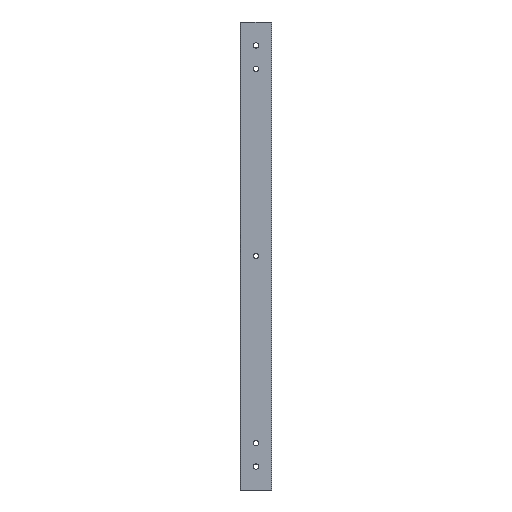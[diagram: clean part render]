
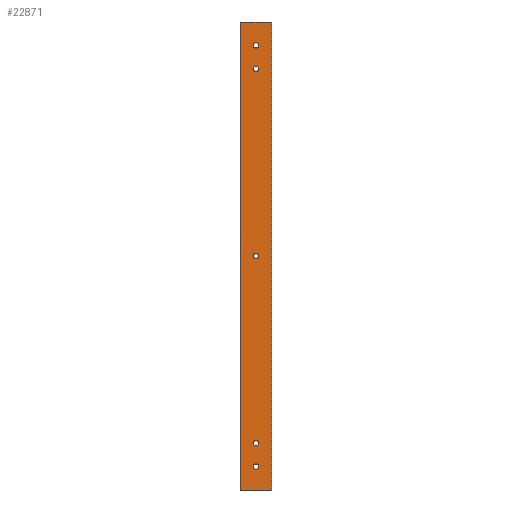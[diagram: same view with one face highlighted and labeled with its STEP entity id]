
A CAD part, front view. The second image highlights one B-rep face of the part: STEP entity #22871.
In plain terms, the highlighted planar face has unit normal (0, -1, 0).
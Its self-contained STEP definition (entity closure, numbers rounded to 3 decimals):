
#522 = CARTESIAN_POINT ( 'NONE',  ( 0., 0., 300. ) ) ;
#752 = VERTEX_POINT ( 'NONE', #26351 ) ;
#779 = CARTESIAN_POINT ( 'NONE',  ( 10., 0., 150. ) ) ;
#925 = AXIS2_PLACEMENT_3D ( 'NONE', #17213, #8689, #8507 ) ;
#1081 = CARTESIAN_POINT ( 'NONE',  ( 10., 0., 15. ) ) ;
#1299 = EDGE_CURVE ( 'NONE', #24430, #16138, #5152, .T. ) ;
#1575 = VECTOR ( 'NONE', #8074, 1000. ) ;
#1596 = CARTESIAN_POINT ( 'NONE',  ( 0.25, 0., 300. ) ) ;
#1655 = EDGE_LOOP ( 'NONE', ( #21673, #2905, #20337, #23606 ) ) ;
#1670 = EDGE_CURVE ( 'NONE', #22251, #19722, #21857, .T. ) ;
#1781 = CARTESIAN_POINT ( 'NONE',  ( 19.75, 0., 300. ) ) ;
#1962 = ORIENTED_EDGE ( 'NONE', *, *, #1299, .F. ) ;
#2078 = LINE ( 'NONE', #15270, #15190 ) ;
#2741 = FACE_BOUND ( 'NONE', #23724, .T. ) ;
#2905 = ORIENTED_EDGE ( 'NONE', *, *, #22755, .T. ) ;
#3055 = ORIENTED_EDGE ( 'NONE', *, *, #14409, .F. ) ;
#3056 = DIRECTION ( 'NONE',  ( 0., 0., 1. ) ) ;
#4189 = CARTESIAN_POINT ( 'NONE',  ( 10., 0., 148.25 ) ) ;
#4259 = EDGE_CURVE ( 'NONE', #9319, #752, #20265, .T. ) ;
#5010 = FACE_BOUND ( 'NONE', #21166, .T. ) ;
#5034 = AXIS2_PLACEMENT_3D ( 'NONE', #6438, #14625, #12508 ) ;
#5152 = CIRCLE ( 'NONE', #14966, 1.75 ) ;
#5226 = VECTOR ( 'NONE', #8840, 1000. ) ;
#5445 = PLANE ( 'NONE',  #23485 ) ;
#5958 = AXIS2_PLACEMENT_3D ( 'NONE', #23752, #25480, #19277 ) ;
#5969 = DIRECTION ( 'NONE',  ( 0., 0., 1. ) ) ;
#6438 = CARTESIAN_POINT ( 'NONE',  ( 10., 0., 270. ) ) ;
#6717 = CARTESIAN_POINT ( 'NONE',  ( 10., 0., 28.25 ) ) ;
#6751 = VERTEX_POINT ( 'NONE', #1781 ) ;
#7245 = ORIENTED_EDGE ( 'NONE', *, *, #10044, .F. ) ;
#7591 = ORIENTED_EDGE ( 'NONE', *, *, #1670, .F. ) ;
#7899 = DIRECTION ( 'NONE',  ( 0., -1., 0. ) ) ;
#8074 = DIRECTION ( 'NONE',  ( 1., 0., 0. ) ) ;
#8150 = EDGE_CURVE ( 'NONE', #16752, #9298, #23491, .T. ) ;
#8239 = AXIS2_PLACEMENT_3D ( 'NONE', #19747, #25869, #11336 ) ;
#8248 = DIRECTION ( 'NONE',  ( 0., -1., 0. ) ) ;
#8330 = AXIS2_PLACEMENT_3D ( 'NONE', #18685, #7899, #5969 ) ;
#8507 = DIRECTION ( 'NONE',  ( 0., 0., 1. ) ) ;
#8621 = CARTESIAN_POINT ( 'NONE',  ( 10., 0., 16.75 ) ) ;
#8689 = DIRECTION ( 'NONE',  ( 0., -1., 0. ) ) ;
#8840 = DIRECTION ( 'NONE',  ( 1., 0., 0. ) ) ;
#8927 = CIRCLE ( 'NONE', #8239, 1.75 ) ;
#9000 = ORIENTED_EDGE ( 'NONE', *, *, #23829, .F. ) ;
#9298 = VERTEX_POINT ( 'NONE', #14867 ) ;
#9319 = VERTEX_POINT ( 'NONE', #8621 ) ;
#9344 = CARTESIAN_POINT ( 'NONE',  ( 10., 0., 286.75 ) ) ;
#9461 = CARTESIAN_POINT ( 'NONE',  ( 0.25, 0., 0. ) ) ;
#9831 = CIRCLE ( 'NONE', #5034, 1.75 ) ;
#10044 = EDGE_CURVE ( 'NONE', #11997, #18679, #14133, .T. ) ;
#11336 = DIRECTION ( 'NONE',  ( 0., 0., 1. ) ) ;
#11594 = CARTESIAN_POINT ( 'NONE',  ( 0., 0., 300. ) ) ;
#11686 = DIRECTION ( 'NONE',  ( 0., 0., -1. ) ) ;
#11707 = AXIS2_PLACEMENT_3D ( 'NONE', #17805, #16067, #20179 ) ;
#11997 = VERTEX_POINT ( 'NONE', #23326 ) ;
#12075 = CARTESIAN_POINT ( 'NONE',  ( 10., 0., 271.75 ) ) ;
#12114 = AXIS2_PLACEMENT_3D ( 'NONE', #17721, #15361, #21832 ) ;
#12508 = DIRECTION ( 'NONE',  ( 0., 0., 1. ) ) ;
#12518 = VERTEX_POINT ( 'NONE', #1596 ) ;
#12786 = CIRCLE ( 'NONE', #11707, 1.75 ) ;
#13230 = VECTOR ( 'NONE', #11686, 1000. ) ;
#14133 = CIRCLE ( 'NONE', #8330, 1.75 ) ;
#14409 = EDGE_CURVE ( 'NONE', #18135, #22827, #9831, .T. ) ;
#14486 = EDGE_LOOP ( 'NONE', ( #27039, #7245 ) ) ;
#14529 = EDGE_LOOP ( 'NONE', ( #1962, #25914 ) ) ;
#14625 = DIRECTION ( 'NONE',  ( 0., -1., 0. ) ) ;
#14711 = EDGE_CURVE ( 'NONE', #16138, #24430, #12786, .T. ) ;
#14867 = CARTESIAN_POINT ( 'NONE',  ( 19.75, 0., 0. ) ) ;
#14966 = AXIS2_PLACEMENT_3D ( 'NONE', #779, #15429, #3056 ) ;
#15162 = AXIS2_PLACEMENT_3D ( 'NONE', #1081, #15819, #19924 ) ;
#15190 = VECTOR ( 'NONE', #23755, 1000. ) ;
#15270 = CARTESIAN_POINT ( 'NONE',  ( 19.75, 0., 300. ) ) ;
#15356 = EDGE_CURVE ( 'NONE', #12518, #6751, #16383, .T. ) ;
#15361 = DIRECTION ( 'NONE',  ( 0., -1., 0. ) ) ;
#15429 = DIRECTION ( 'NONE',  ( 0., -1., 0. ) ) ;
#15698 = EDGE_CURVE ( 'NONE', #22827, #18135, #24870, .T. ) ;
#15809 = CARTESIAN_POINT ( 'NONE',  ( 10., 0., 268.25 ) ) ;
#15819 = DIRECTION ( 'NONE',  ( 0., -1., 0. ) ) ;
#16067 = DIRECTION ( 'NONE',  ( 0., -1., 0. ) ) ;
#16138 = VERTEX_POINT ( 'NONE', #4189 ) ;
#16158 = FACE_BOUND ( 'NONE', #14486, .T. ) ;
#16383 = LINE ( 'NONE', #522, #5226 ) ;
#16752 = VERTEX_POINT ( 'NONE', #9461 ) ;
#17213 = CARTESIAN_POINT ( 'NONE',  ( 10., 0., 30. ) ) ;
#17472 = FACE_BOUND ( 'NONE', #14529, .T. ) ;
#17721 = CARTESIAN_POINT ( 'NONE',  ( 10., 0., 15. ) ) ;
#17805 = CARTESIAN_POINT ( 'NONE',  ( 10., 0., 150. ) ) ;
#18024 = CARTESIAN_POINT ( 'NONE',  ( 10., 0., 31.75 ) ) ;
#18130 = CIRCLE ( 'NONE', #12114, 1.75 ) ;
#18135 = VERTEX_POINT ( 'NONE', #12075 ) ;
#18250 = CARTESIAN_POINT ( 'NONE',  ( 0., 0., 0. ) ) ;
#18679 = VERTEX_POINT ( 'NONE', #9344 ) ;
#18685 = CARTESIAN_POINT ( 'NONE',  ( 10., 0., 285. ) ) ;
#18763 = FACE_BOUND ( 'NONE', #19286, .T. ) ;
#19277 = DIRECTION ( 'NONE',  ( 0., 0., 1. ) ) ;
#19286 = EDGE_LOOP ( 'NONE', ( #3055, #20725 ) ) ;
#19593 = AXIS2_PLACEMENT_3D ( 'NONE', #26536, #8248, #24525 ) ;
#19722 = VERTEX_POINT ( 'NONE', #18024 ) ;
#19747 = CARTESIAN_POINT ( 'NONE',  ( 10., 0., 285. ) ) ;
#19924 = DIRECTION ( 'NONE',  ( 0., 0., 1. ) ) ;
#20179 = DIRECTION ( 'NONE',  ( 0., 0., 1. ) ) ;
#20265 = CIRCLE ( 'NONE', #15162, 1.75 ) ;
#20285 = CARTESIAN_POINT ( 'NONE',  ( 0.25, 0., 0. ) ) ;
#20337 = ORIENTED_EDGE ( 'NONE', *, *, #8150, .T. ) ;
#20725 = ORIENTED_EDGE ( 'NONE', *, *, #15698, .F. ) ;
#21166 = EDGE_LOOP ( 'NONE', ( #26829, #9000 ) ) ;
#21400 = CIRCLE ( 'NONE', #5958, 1.75 ) ;
#21673 = ORIENTED_EDGE ( 'NONE', *, *, #15356, .F. ) ;
#21715 = LINE ( 'NONE', #20285, #13230 ) ;
#21810 = ORIENTED_EDGE ( 'NONE', *, *, #24498, .F. ) ;
#21832 = DIRECTION ( 'NONE',  ( 0., 0., 1. ) ) ;
#21857 = CIRCLE ( 'NONE', #925, 1.75 ) ;
#22107 = DIRECTION ( 'NONE',  ( 0., 0., 1. ) ) ;
#22251 = VERTEX_POINT ( 'NONE', #6717 ) ;
#22755 = EDGE_CURVE ( 'NONE', #12518, #16752, #21715, .T. ) ;
#22827 = VERTEX_POINT ( 'NONE', #15809 ) ;
#22871 = ADVANCED_FACE ( 'NONE', ( #16158, #5010, #18763, #2741, #17472, #26618 ), #5445, .F. ) ;
#23326 = CARTESIAN_POINT ( 'NONE',  ( 10., 0., 283.25 ) ) ;
#23394 = EDGE_CURVE ( 'NONE', #9298, #6751, #2078, .T. ) ;
#23485 = AXIS2_PLACEMENT_3D ( 'NONE', #11594, #24293, #22107 ) ;
#23491 = LINE ( 'NONE', #18250, #1575 ) ;
#23606 = ORIENTED_EDGE ( 'NONE', *, *, #23394, .T. ) ;
#23724 = EDGE_LOOP ( 'NONE', ( #21810, #7591 ) ) ;
#23752 = CARTESIAN_POINT ( 'NONE',  ( 10., 0., 30. ) ) ;
#23755 = DIRECTION ( 'NONE',  ( 0., 0., 1. ) ) ;
#23829 = EDGE_CURVE ( 'NONE', #752, #9319, #18130, .T. ) ;
#23841 = CARTESIAN_POINT ( 'NONE',  ( 10., 0., 151.75 ) ) ;
#24293 = DIRECTION ( 'NONE',  ( 0., 1., 0. ) ) ;
#24430 = VERTEX_POINT ( 'NONE', #23841 ) ;
#24498 = EDGE_CURVE ( 'NONE', #19722, #22251, #21400, .T. ) ;
#24525 = DIRECTION ( 'NONE',  ( 0., 0., 1. ) ) ;
#24870 = CIRCLE ( 'NONE', #19593, 1.75 ) ;
#25480 = DIRECTION ( 'NONE',  ( 0., -1., 0. ) ) ;
#25869 = DIRECTION ( 'NONE',  ( 0., -1., 0. ) ) ;
#25914 = ORIENTED_EDGE ( 'NONE', *, *, #14711, .F. ) ;
#26351 = CARTESIAN_POINT ( 'NONE',  ( 10., 0., 13.25 ) ) ;
#26536 = CARTESIAN_POINT ( 'NONE',  ( 10., 0., 270. ) ) ;
#26604 = EDGE_CURVE ( 'NONE', #18679, #11997, #8927, .T. ) ;
#26618 = FACE_OUTER_BOUND ( 'NONE', #1655, .T. ) ;
#26829 = ORIENTED_EDGE ( 'NONE', *, *, #4259, .F. ) ;
#27039 = ORIENTED_EDGE ( 'NONE', *, *, #26604, .F. ) ;
